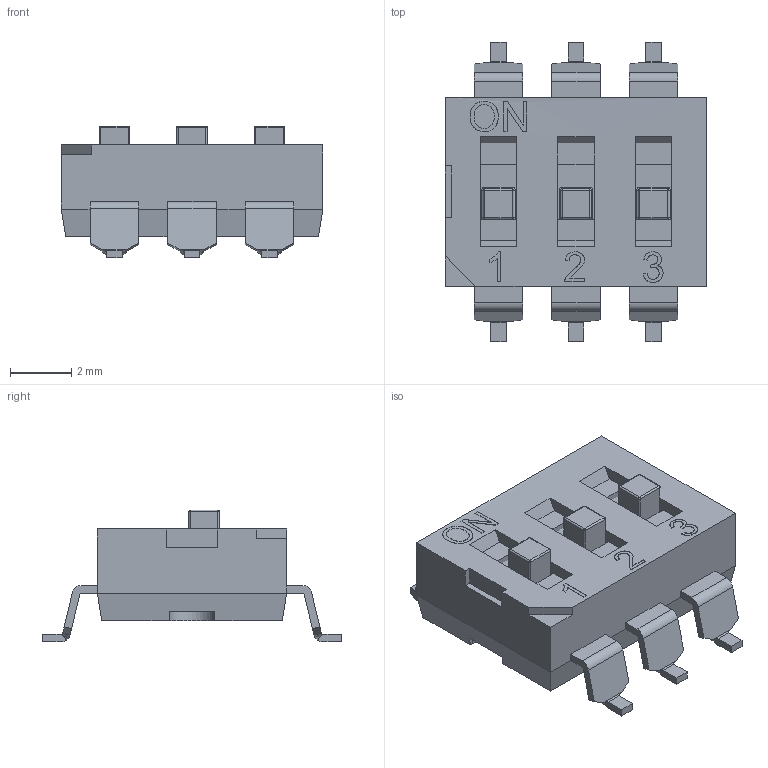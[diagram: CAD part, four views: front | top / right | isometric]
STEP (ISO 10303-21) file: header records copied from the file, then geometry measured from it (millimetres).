
FILE_DESCRIPTION(/* description */ (''),/* implementation_level */ '2;1');
FILE_NAME(/* name */ 'SMD DIP SWITCH 3P.step',/* time_stamp */ '2021-04-01T12:34:28+02:00',/* author */ (''),/* organization */ (''),/* preprocessor_version */ 'ST-DEVELOPER v18.1',/* originating_system */ 'Autodesk Translation Framework v9.10.0.1330',/* authorisation */ '');
FILE_SCHEMA (('AUTOMOTIVE_DESIGN { 1 0 10303 214 3 1 1 }'));
Length unit declared in the file: millimetre
Products named in the file (1): SMD DIP SWITCH 3P
Bounding box: 8.56 x 9.8 x 4.32 mm (x, y, z)
Volume: 165.8 mm3; surface area: 363.7 mm2
Topology: 10 solids, 10 shells, 556 faces, 1501 edges, 944 vertices
Faces by surface type: plane 345, cylinder 163, bspline 24, sphere 12, torus 12
Full cylindrical faces by diameter (mm): 0.57 x3, 0.6 x9
Entity records: 18304 total; most frequent: CARTESIAN_POINT 4160, ORIENTED_EDGE 3002, DIRECTION 2848, EDGE_CURVE 1501, LINE 1100, VECTOR 1100, VERTEX_POINT 944, AXIS2_PLACEMENT_3D 874
